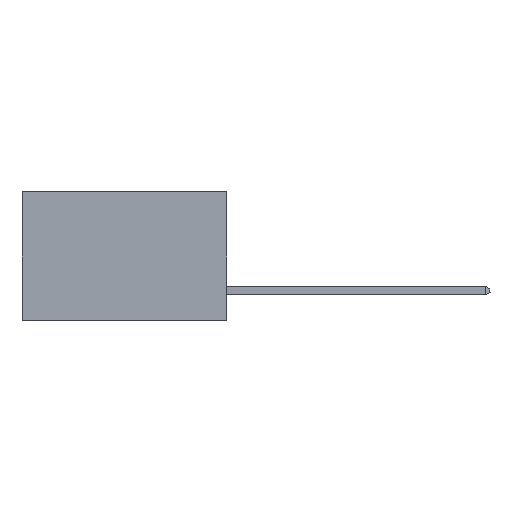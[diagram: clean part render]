
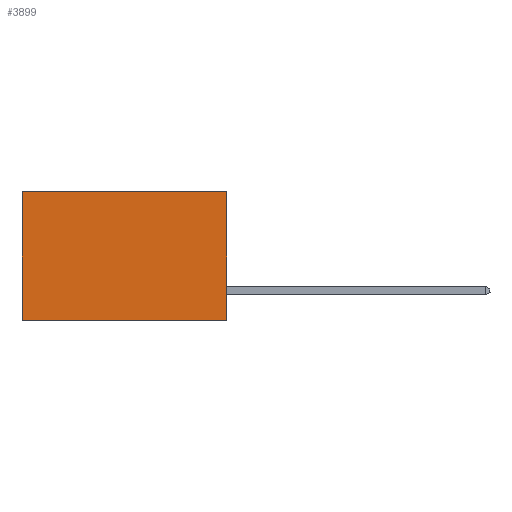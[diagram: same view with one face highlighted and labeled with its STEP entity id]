
A CAD part, left-side view. The second image highlights one B-rep face of the part: STEP entity #3899.
In plain terms, the highlighted planar face has unit normal (-1, 0, 0).
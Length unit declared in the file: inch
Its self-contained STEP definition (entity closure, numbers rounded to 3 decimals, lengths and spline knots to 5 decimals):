
#686 = DIRECTION ( 'NONE',  ( 0., 0., -1. ) ) ;
#726 = DIRECTION ( 'NONE',  ( 1., 0., 0. ) ) ;
#870 = CARTESIAN_POINT ( 'NONE',  ( 0.277, 0., -0.37 ) ) ;
#897 = PLANE ( 'NONE',  #6334 ) ;
#1163 = EDGE_CURVE ( 'NONE', #8172, #19011, #23756, .T. ) ;
#2448 = EDGE_CURVE ( 'NONE', #28361, #8172, #17875, .T. ) ;
#3899 = ADVANCED_FACE ( 'NONE', ( #27796 ), #897, .F. ) ;
#4457 = LINE ( 'NONE', #6717, #10254 ) ;
#6334 = AXIS2_PLACEMENT_3D ( 'NONE', #870, #726, #686 ) ;
#6717 = CARTESIAN_POINT ( 'NONE',  ( 0.277, 0., -0.37 ) ) ;
#7880 = VECTOR ( 'NONE', #9914, 39.37008 ) ;
#8172 = VERTEX_POINT ( 'NONE', #30175 ) ;
#8692 = ORIENTED_EDGE ( 'NONE', *, *, #2448, .T. ) ;
#9914 = DIRECTION ( 'NONE',  ( 0., 1., 0. ) ) ;
#10254 = VECTOR ( 'NONE', #14386, 39.37008 ) ;
#11339 = VECTOR ( 'NONE', #29177, 39.37008 ) ;
#13325 = EDGE_LOOP ( 'NONE', ( #14030, #19156, #16762, #8692 ) ) ;
#14030 = ORIENTED_EDGE ( 'NONE', *, *, #1163, .T. ) ;
#14386 = DIRECTION ( 'NONE',  ( 0., 0., -1. ) ) ;
#15003 = EDGE_CURVE ( 'NONE', #28361, #18234, #4457, .T. ) ;
#16762 = ORIENTED_EDGE ( 'NONE', *, *, #15003, .F. ) ;
#17080 = EDGE_CURVE ( 'NONE', #18234, #19011, #27689, .T. ) ;
#17875 = LINE ( 'NONE', #25043, #30129 ) ;
#18234 = VERTEX_POINT ( 'NONE', #21342 ) ;
#19011 = VERTEX_POINT ( 'NONE', #21632 ) ;
#19156 = ORIENTED_EDGE ( 'NONE', *, *, #17080, .F. ) ;
#21342 = CARTESIAN_POINT ( 'NONE',  ( 0.277, 0., -0.37 ) ) ;
#21632 = CARTESIAN_POINT ( 'NONE',  ( 0.277, 0.59, -0.37 ) ) ;
#22323 = CARTESIAN_POINT ( 'NONE',  ( 0.277, 0., -0.37 ) ) ;
#23756 = LINE ( 'NONE', #31348, #11339 ) ;
#25043 = CARTESIAN_POINT ( 'NONE',  ( 0.277, 0., 0. ) ) ;
#25406 = DIRECTION ( 'NONE',  ( 0., 1., 0. ) ) ;
#27689 = LINE ( 'NONE', #22323, #7880 ) ;
#27796 = FACE_OUTER_BOUND ( 'NONE', #13325, .T. ) ;
#28174 = CARTESIAN_POINT ( 'NONE',  ( 0.277, 0., 0. ) ) ;
#28361 = VERTEX_POINT ( 'NONE', #28174 ) ;
#29177 = DIRECTION ( 'NONE',  ( 0., 0., -1. ) ) ;
#30129 = VECTOR ( 'NONE', #25406, 39.37008 ) ;
#30175 = CARTESIAN_POINT ( 'NONE',  ( 0.277, 0.59, 0. ) ) ;
#31348 = CARTESIAN_POINT ( 'NONE',  ( 0.277, 0.59, -0.37 ) ) ;
